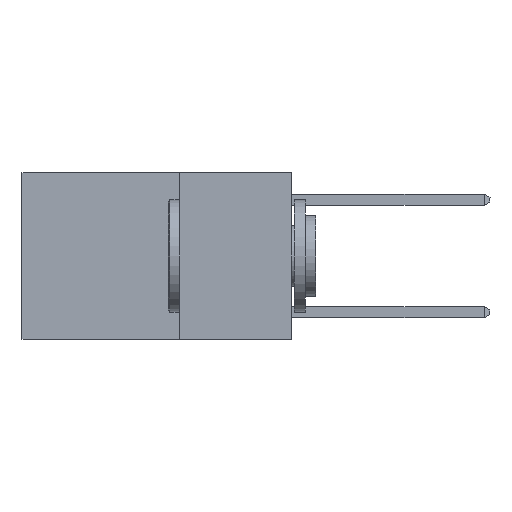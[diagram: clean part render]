
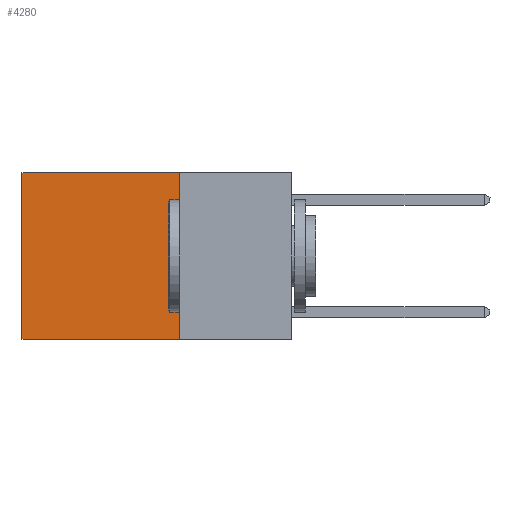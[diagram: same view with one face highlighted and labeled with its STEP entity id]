
A CAD part, left-side view. The second image highlights one B-rep face of the part: STEP entity #4280.
In plain terms, the highlighted planar face has unit normal (-1, 0, 0).
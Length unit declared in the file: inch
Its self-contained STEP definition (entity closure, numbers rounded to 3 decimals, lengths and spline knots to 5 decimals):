
#273 = CARTESIAN_POINT ( 'NONE',  ( 0.2625, 0.6, 0. ) ) ;
#887 = EDGE_CURVE ( 'NONE', #6414, #5912, #7263, .T. ) ;
#1350 = VECTOR ( 'NONE', #8266, 39.37008 ) ;
#1452 = DIRECTION ( 'NONE',  ( 0., 0., -1. ) ) ;
#1465 = ORIENTED_EDGE ( 'NONE', *, *, #5289, .T. ) ;
#1538 = EDGE_LOOP ( 'NONE', ( #8255, #2221, #4583, #1465 ) ) ;
#1910 = CARTESIAN_POINT ( 'NONE',  ( 0.2625, 0.6, 0. ) ) ;
#1985 = EDGE_CURVE ( 'NONE', #3550, #2950, #6815, .T. ) ;
#2186 = CARTESIAN_POINT ( 'NONE',  ( 0.2625, 0.25, 0. ) ) ;
#2221 = ORIENTED_EDGE ( 'NONE', *, *, #6933, .F. ) ;
#2450 = LINE ( 'NONE', #7727, #1350 ) ;
#2950 = VERTEX_POINT ( 'NONE', #5896 ) ;
#3234 = VECTOR ( 'NONE', #8247, 39.37008 ) ;
#3550 = VERTEX_POINT ( 'NONE', #1910 ) ;
#4265 = PLANE ( 'NONE',  #4515 ) ;
#4280 = ADVANCED_FACE ( 'NONE', ( #6385 ), #4265, .F. ) ;
#4515 = AXIS2_PLACEMENT_3D ( 'NONE', #6955, #9138, #4855 ) ;
#4583 = ORIENTED_EDGE ( 'NONE', *, *, #887, .F. ) ;
#4855 = DIRECTION ( 'NONE',  ( 0., 0., -1. ) ) ;
#5289 = EDGE_CURVE ( 'NONE', #6414, #3550, #7827, .T. ) ;
#5583 = DIRECTION ( 'NONE',  ( 0., 1., 0. ) ) ;
#5896 = CARTESIAN_POINT ( 'NONE',  ( 0.2625, 0.6, -0.37 ) ) ;
#5912 = VERTEX_POINT ( 'NONE', #6493 ) ;
#6274 = CARTESIAN_POINT ( 'NONE',  ( 0.2625, 0.25, 0. ) ) ;
#6304 = CARTESIAN_POINT ( 'NONE',  ( 0.2625, 0.25, 0. ) ) ;
#6385 = FACE_OUTER_BOUND ( 'NONE', #1538, .T. ) ;
#6414 = VERTEX_POINT ( 'NONE', #6304 ) ;
#6493 = CARTESIAN_POINT ( 'NONE',  ( 0.2625, 0.25, -0.37 ) ) ;
#6815 = LINE ( 'NONE', #273, #3234 ) ;
#6933 = EDGE_CURVE ( 'NONE', #5912, #2950, #2450, .T. ) ;
#6955 = CARTESIAN_POINT ( 'NONE',  ( 0.2625, 0.25, 0. ) ) ;
#7263 = LINE ( 'NONE', #2186, #7306 ) ;
#7306 = VECTOR ( 'NONE', #1452, 39.37008 ) ;
#7727 = CARTESIAN_POINT ( 'NONE',  ( 0.2625, 0.25, -0.37 ) ) ;
#7827 = LINE ( 'NONE', #6274, #8299 ) ;
#8247 = DIRECTION ( 'NONE',  ( 0., 0., -1. ) ) ;
#8255 = ORIENTED_EDGE ( 'NONE', *, *, #1985, .T. ) ;
#8266 = DIRECTION ( 'NONE',  ( 0., 1., 0. ) ) ;
#8299 = VECTOR ( 'NONE', #5583, 39.37008 ) ;
#9138 = DIRECTION ( 'NONE',  ( 1., 0., 0. ) ) ;
